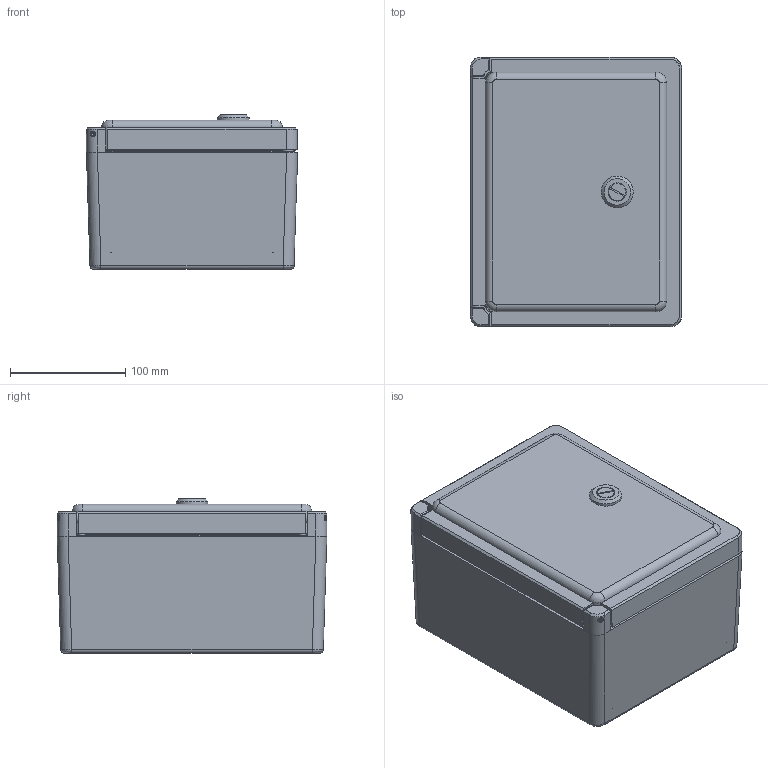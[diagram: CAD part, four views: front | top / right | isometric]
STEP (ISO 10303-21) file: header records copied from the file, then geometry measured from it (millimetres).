
FILE_DESCRIPTION (( 'STEP AP214' ), '1' );
FILE_NAME ('CE907HL.STEP', '2018-11-08T21:18:00', ( '' ), ( '' ), 'SwSTEP 2.0', 'SolidWorks 2018', '' );
FILE_SCHEMA (( 'AUTOMOTIVE_DESIGN' ));
Length unit declared in the file: inch
Products named in the file (1): CE907HL
Bounding box: 183.4 x 234.19 x 134.14 mm (x, y, z)
Volume: 949978.1 mm3; surface area: 427913.5 mm2
Topology: 27 solids, 27 shells, 1054 faces, 2509 edges, 1528 vertices
Faces by surface type: plane 430, cylinder 313, bspline 190, cone 115, torus 6
Full cylindrical faces by diameter (mm): 2.235 x2, 2.42 x2, 2.438 x2, 2.489 x2, 2.64 x2, 3.302 x2, 3.556 x4, 3.683 x2, 3.81 x1, 3.962 x4, 3.969 x2, 4.52 x4, 4.547 x2, 4.7 x1, 4.763 x4, 5.556 x2, 5.84 x2, 5.944 x2, 7.1 x2, 7.144 x12, 7.6 x1, 7.937 x2, 7.938 x2, 9.42 x2, 9.525 x2, 10.16 x1, 13.494 x8, 16 x1, 16.002 x1, 22.5 x2
Entity records: 53926 total; most frequent: CARTESIAN_POINT 17285, ORIENTED_EDGE 4740, DIRECTION 4362, EDGE_CURVE 2370, AXIS2_PLACEMENT_3D 1575, VERTEX_POINT 1497, EDGE_LOOP 1243, LINE 1212
